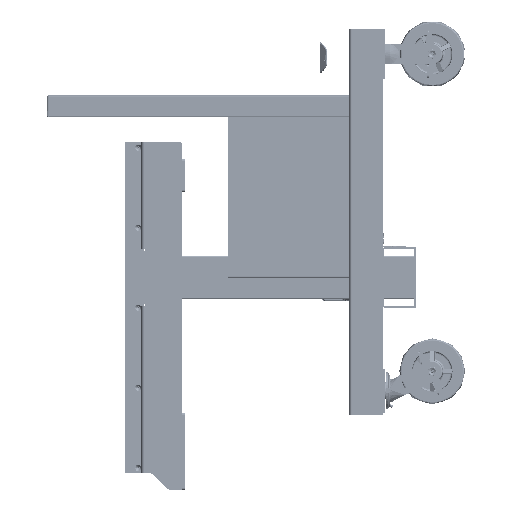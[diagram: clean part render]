
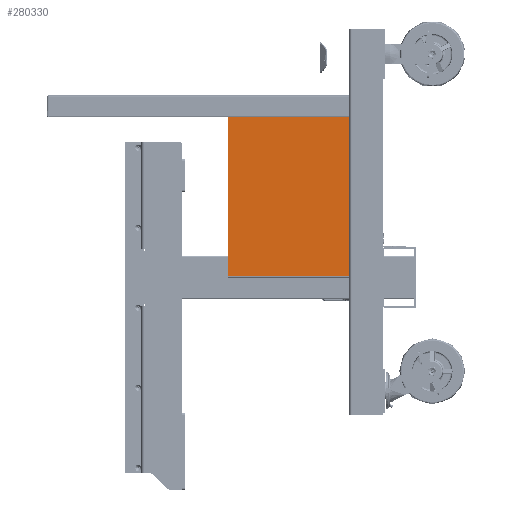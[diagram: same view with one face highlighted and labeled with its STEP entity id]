
A CAD part, left-side view. The second image highlights one B-rep face of the part: STEP entity #280330.
In plain terms, the highlighted planar face has unit normal (-1, 0, 0).
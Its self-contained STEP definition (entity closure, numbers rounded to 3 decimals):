
#4131 = ORIENTED_EDGE ( 'NONE', *, *, #344963, .T. ) ;
#11982 = DIRECTION ( 'NONE',  ( 0., 0., -1. ) ) ;
#15232 = LINE ( 'NONE', #44588, #35901 ) ;
#25834 = DIRECTION ( 'NONE',  ( 0., 0., 1. ) ) ;
#29478 = CARTESIAN_POINT ( 'NONE',  ( 23.925, -341.975, 501.06 ) ) ;
#35901 = VECTOR ( 'NONE', #227021, 1000. ) ;
#36467 = CARTESIAN_POINT ( 'NONE',  ( 23.925, -202.275, 685.7 ) ) ;
#44588 = CARTESIAN_POINT ( 'NONE',  ( 23.925, -202.275, 320.08 ) ) ;
#52594 = VERTEX_POINT ( 'NONE', #53285 ) ;
#53285 = CARTESIAN_POINT ( 'NONE',  ( 23.925, -481.675, 320.08 ) ) ;
#56091 = PLANE ( 'NONE',  #223503 ) ;
#63058 = EDGE_CURVE ( 'NONE', #52594, #182858, #126978, .T. ) ;
#64766 = ORIENTED_EDGE ( 'NONE', *, *, #171691, .T. ) ;
#106766 = EDGE_CURVE ( 'NONE', #182858, #211409, #261298, .T. ) ;
#107620 = ORIENTED_EDGE ( 'NONE', *, *, #106766, .T. ) ;
#113004 = CARTESIAN_POINT ( 'NONE',  ( 23.925, -202.275, 685.7 ) ) ;
#126978 = LINE ( 'NONE', #185035, #326350 ) ;
#136258 = DIRECTION ( 'NONE',  ( 0., 0., -1. ) ) ;
#171691 = EDGE_CURVE ( 'NONE', #175905, #52594, #15232, .T. ) ;
#175905 = VERTEX_POINT ( 'NONE', #226166 ) ;
#182858 = VERTEX_POINT ( 'NONE', #186487 ) ;
#185035 = CARTESIAN_POINT ( 'NONE',  ( 23.925, -481.675, 685.7 ) ) ;
#186487 = CARTESIAN_POINT ( 'NONE',  ( 23.925, -481.675, 685.7 ) ) ;
#187516 = DIRECTION ( 'NONE',  ( -1., 0., 0. ) ) ;
#211409 = VERTEX_POINT ( 'NONE', #113004 ) ;
#223503 = AXIS2_PLACEMENT_3D ( 'NONE', #29478, #187516, #136258 ) ;
#226166 = CARTESIAN_POINT ( 'NONE',  ( 23.925, -202.275, 320.08 ) ) ;
#227021 = DIRECTION ( 'NONE',  ( 0., -1., 0. ) ) ;
#231575 = ORIENTED_EDGE ( 'NONE', *, *, #63058, .T. ) ;
#244119 = VECTOR ( 'NONE', #11982, 1000. ) ;
#261298 = LINE ( 'NONE', #338066, #294706 ) ;
#273233 = LINE ( 'NONE', #36467, #244119 ) ;
#276355 = FACE_OUTER_BOUND ( 'NONE', #339144, .T. ) ;
#280330 = ADVANCED_FACE ( 'NONE', ( #276355 ), #56091, .T. ) ;
#285938 = DIRECTION ( 'NONE',  ( 0., 1., 0. ) ) ;
#294706 = VECTOR ( 'NONE', #285938, 1000. ) ;
#326350 = VECTOR ( 'NONE', #25834, 1000. ) ;
#338066 = CARTESIAN_POINT ( 'NONE',  ( 23.925, -481.675, 685.7 ) ) ;
#339144 = EDGE_LOOP ( 'NONE', ( #4131, #64766, #231575, #107620 ) ) ;
#344963 = EDGE_CURVE ( 'NONE', #211409, #175905, #273233, .T. ) ;
